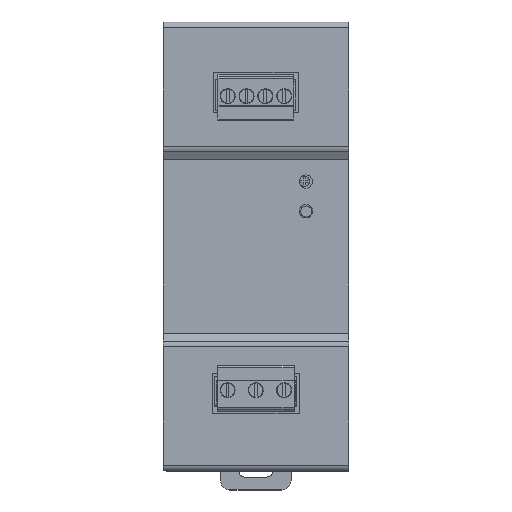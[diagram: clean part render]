
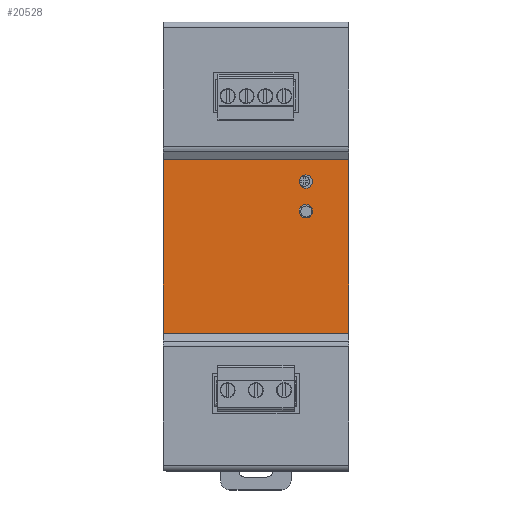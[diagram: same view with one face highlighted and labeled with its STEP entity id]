
A CAD part, top view. The second image highlights one B-rep face of the part: STEP entity #20528.
In plain terms, the highlighted face is planar.
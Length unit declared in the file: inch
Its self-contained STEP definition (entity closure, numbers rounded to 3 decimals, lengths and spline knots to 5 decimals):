
#2955 = VECTOR ( 'NONE', #25723, 39.37008 ) ;
#4859 = ORIENTED_EDGE ( 'NONE', *, *, #110968, .F. ) ;
#6105 = ORIENTED_EDGE ( 'NONE', *, *, #88327, .F. ) ;
#9523 = EDGE_CURVE ( 'NONE', #76242, #83187, #65071, .T. ) ;
#9524 = FACE_BOUND ( 'NONE', #38404, .T. ) ;
#15108 = EDGE_CURVE ( 'NONE', #134803, #132260, #137668, .T. ) ;
#16314 = ORIENTED_EDGE ( 'NONE', *, *, #81250, .T. ) ;
#19507 = CIRCLE ( 'NONE', #104225, 0.07087 ) ;
#19931 = VERTEX_POINT ( 'NONE', #65711 ) ;
#20528 = ADVANCED_FACE ( 'NONE', ( #107265, #71485, #9524 ), #116817, .T. ) ;
#25723 = DIRECTION ( 'NONE',  ( -1., 0., 0. ) ) ;
#27912 = CARTESIAN_POINT ( 'NONE',  ( 0., -3.30709, 0.06299 ) ) ;
#27926 = VERTEX_POINT ( 'NONE', #112663 ) ;
#31450 = EDGE_LOOP ( 'NONE', ( #118773, #6105, #4859, #16314 ) ) ;
#35625 = CARTESIAN_POINT ( 'NONE',  ( -0.52362, -3.07087, 0.06299 ) ) ;
#36607 = CARTESIAN_POINT ( 'NONE',  ( 0., -1.46063, 0.06299 ) ) ;
#36704 = AXIS2_PLACEMENT_3D ( 'NONE', #48928, #50521, #51382 ) ;
#38404 = EDGE_LOOP ( 'NONE', ( #145026, #130415 ) ) ;
#39827 = AXIS2_PLACEMENT_3D ( 'NONE', #99455, #99288, #99268 ) ;
#39835 = LINE ( 'NONE', #27912, #2955 ) ;
#45703 = DIRECTION ( 'NONE',  ( 0., 1., 0. ) ) ;
#48928 = CARTESIAN_POINT ( 'NONE',  ( -0.45276, -3.07087, 0.06299 ) ) ;
#50138 = DIRECTION ( 'NONE',  ( 0., 0., 1. ) ) ;
#50521 = DIRECTION ( 'NONE',  ( 0., 0., 1. ) ) ;
#51382 = DIRECTION ( 'NONE',  ( -1., 0., 0. ) ) ;
#56716 = VECTOR ( 'NONE', #66761, 39.37008 ) ;
#60573 = LINE ( 'NONE', #68575, #56716 ) ;
#62468 = AXIS2_PLACEMENT_3D ( 'NONE', #122706, #50138, #134540 ) ;
#65071 = LINE ( 'NONE', #153825, #125331 ) ;
#65711 = CARTESIAN_POINT ( 'NONE',  ( -0.38189, -2.75591, 0.06299 ) ) ;
#66761 = DIRECTION ( 'NONE',  ( -1., 0., 0. ) ) ;
#67780 = AXIS2_PLACEMENT_3D ( 'NONE', #111248, #118154, #118983 ) ;
#68575 = CARTESIAN_POINT ( 'NONE',  ( 0., -1.46063, 0.06299 ) ) ;
#70594 = EDGE_CURVE ( 'NONE', #132260, #134803, #115664, .T. ) ;
#71485 = FACE_BOUND ( 'NONE', #148742, .T. ) ;
#76242 = VERTEX_POINT ( 'NONE', #79813 ) ;
#79813 = CARTESIAN_POINT ( 'NONE',  ( -1.9685, -3.30709, 0.06299 ) ) ;
#81250 = EDGE_CURVE ( 'NONE', #27926, #76242, #39835, .T. ) ;
#83187 = VERTEX_POINT ( 'NONE', #124032 ) ;
#87539 = CIRCLE ( 'NONE', #62468, 0.07087 ) ;
#88327 = EDGE_CURVE ( 'NONE', #110541, #83187, #60573, .T. ) ;
#91625 = DIRECTION ( 'NONE',  ( -1., 0., 0. ) ) ;
#91660 = DIRECTION ( 'NONE',  ( 0., 0., 1. ) ) ;
#91789 = CARTESIAN_POINT ( 'NONE',  ( -0.45276, -2.75591, 0.06299 ) ) ;
#96031 = EDGE_CURVE ( 'NONE', #19931, #138519, #19507, .T. ) ;
#99268 = DIRECTION ( 'NONE',  ( -1., 0., 0. ) ) ;
#99288 = DIRECTION ( 'NONE',  ( 0., 0., 1. ) ) ;
#99455 = CARTESIAN_POINT ( 'NONE',  ( -0.45276, -3.07087, 0.06299 ) ) ;
#104225 = AXIS2_PLACEMENT_3D ( 'NONE', #91789, #91660, #91625 ) ;
#104541 = ORIENTED_EDGE ( 'NONE', *, *, #96031, .T. ) ;
#106328 = CARTESIAN_POINT ( 'NONE',  ( 0., -3.30709, 0.06299 ) ) ;
#107265 = FACE_OUTER_BOUND ( 'NONE', #31450, .T. ) ;
#110541 = VERTEX_POINT ( 'NONE', #36607 ) ;
#110968 = EDGE_CURVE ( 'NONE', #27926, #110541, #120203, .T. ) ;
#111248 = CARTESIAN_POINT ( 'NONE',  ( 0., -3.30709, 0.06299 ) ) ;
#112580 = CARTESIAN_POINT ( 'NONE',  ( -0.38189, -3.07087, 0.06299 ) ) ;
#112663 = CARTESIAN_POINT ( 'NONE',  ( 0., -3.30709, 0.06299 ) ) ;
#115664 = CIRCLE ( 'NONE', #36704, 0.07087 ) ;
#116817 = PLANE ( 'NONE',  #67780 ) ;
#118154 = DIRECTION ( 'NONE',  ( 0., 0., -1. ) ) ;
#118773 = ORIENTED_EDGE ( 'NONE', *, *, #9523, .T. ) ;
#118983 = DIRECTION ( 'NONE',  ( 0., 1., 0. ) ) ;
#120203 = LINE ( 'NONE', #106328, #151640 ) ;
#122706 = CARTESIAN_POINT ( 'NONE',  ( -0.45276, -2.75591, 0.06299 ) ) ;
#124032 = CARTESIAN_POINT ( 'NONE',  ( -1.9685, -1.46063, 0.06299 ) ) ;
#125331 = VECTOR ( 'NONE', #148951, 39.37008 ) ;
#130415 = ORIENTED_EDGE ( 'NONE', *, *, #15108, .T. ) ;
#132260 = VERTEX_POINT ( 'NONE', #112580 ) ;
#133226 = ORIENTED_EDGE ( 'NONE', *, *, #141127, .T. ) ;
#134540 = DIRECTION ( 'NONE',  ( -1., 0., 0. ) ) ;
#134803 = VERTEX_POINT ( 'NONE', #35625 ) ;
#137668 = CIRCLE ( 'NONE', #39827, 0.07087 ) ;
#138519 = VERTEX_POINT ( 'NONE', #142192 ) ;
#141127 = EDGE_CURVE ( 'NONE', #138519, #19931, #87539, .T. ) ;
#142192 = CARTESIAN_POINT ( 'NONE',  ( -0.52362, -2.75591, 0.06299 ) ) ;
#145026 = ORIENTED_EDGE ( 'NONE', *, *, #70594, .T. ) ;
#148742 = EDGE_LOOP ( 'NONE', ( #104541, #133226 ) ) ;
#148951 = DIRECTION ( 'NONE',  ( 0., 1., 0. ) ) ;
#151640 = VECTOR ( 'NONE', #45703, 39.37008 ) ;
#153825 = CARTESIAN_POINT ( 'NONE',  ( -1.9685, -3.30709, 0.06299 ) ) ;
